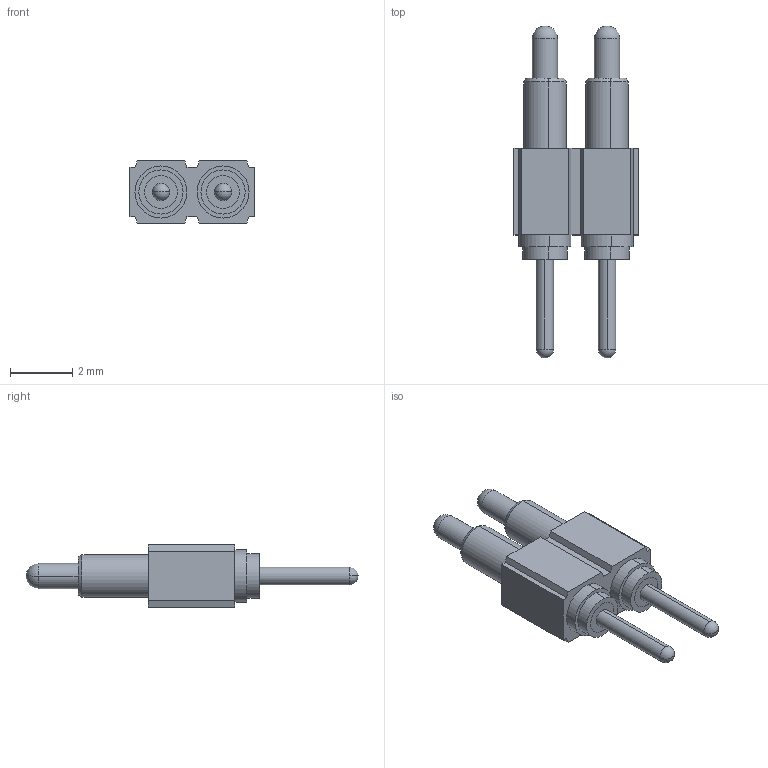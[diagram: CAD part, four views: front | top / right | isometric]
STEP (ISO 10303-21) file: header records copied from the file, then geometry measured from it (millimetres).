
FILE_DESCRIPTION (( 'STEP AP214' ), '1' );
FILE_NAME ('mill-max-836-22-002-10-001101.STEP', '2022-07-15T12:49:15', ( '' ), ( '' ), 'SwSTEP 2.0', 'SolidWorks 2022', '' );
FILE_SCHEMA (( 'AUTOMOTIVE_DESIGN' ));
Length unit declared in the file: inch
Products named in the file (3): mill-max-836-22-002-10-001101; 7911_default; P3XX-18-010-04-000000_P302-18-010-04-000000
Assembly tree (3 placements, depth 2):
  mill-max-836-22-002-10-001101
    P3XX-18-010-04-000000_P302-18-010-04-000000
    7911_default  x2
Bounding box: 4 x 10.69 x 2 mm (x, y, z)
Volume: 33.5 mm3; surface area: 147 mm2
Topology: 3 solids, 3 shells, 84 faces, 200 edges, 128 vertices
Faces by surface type: plane 36, cylinder 32, sphere 8, cone 8
Entity records: 1816 total; most frequent: DIRECTION 316, CARTESIAN_POINT 290, ORIENTED_EDGE 272, EDGE_CURVE 136, AXIS2_PLACEMENT_3D 116, VERTEX_POINT 90, LINE 84, VECTOR 84
